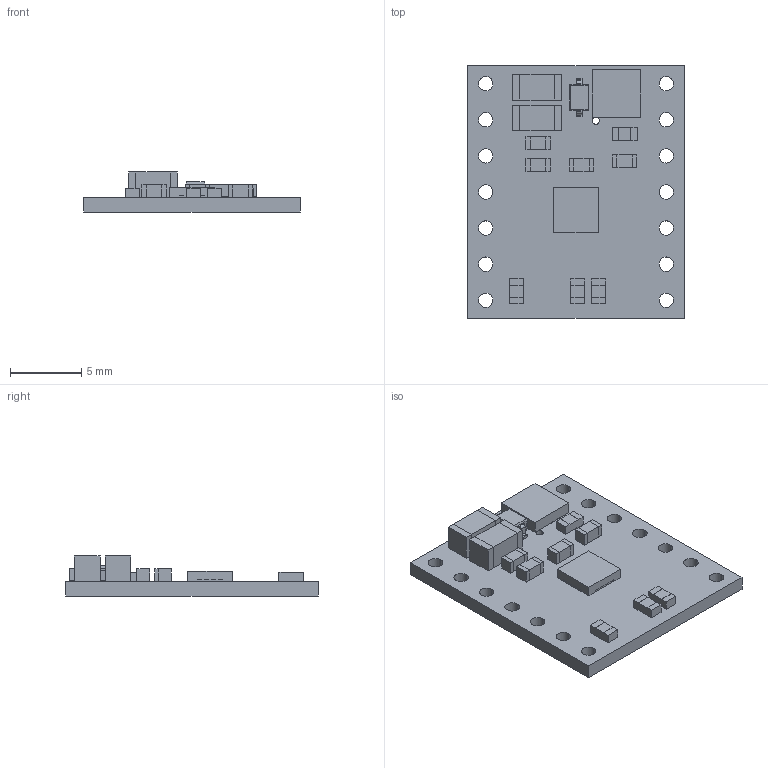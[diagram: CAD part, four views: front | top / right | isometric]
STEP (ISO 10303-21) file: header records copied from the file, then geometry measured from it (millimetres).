
FILE_DESCRIPTION (( 'STEP AP214' ), '1' );
FILE_NAME ('drv8876-qfn-single-brushed-dc-motor-driver-carrier.step', '2022-04-15T00:33:15', ( '' ), ( '' ), 'SwSTEP 2.0', 'SolidWorks 2021', '' );
FILE_SCHEMA (( 'AUTOMOTIVE_DESIGN' ));
Length unit declared in the file: millimetre
Products named in the file (1): drv8876-qfn-single-brushed-dc-motor-driver-carrier
Bounding box: 15.24 x 17.78 x 2.82 mm (x, y, z)
Volume: 314.8 mm3; surface area: 749 mm2
Topology: 1 solids, 1 shells, 703 faces, 1903 edges, 1250 vertices
Faces by surface type: plane 508, bspline 157, cylinder 38
Entity records: 35262 total; most frequent: CARTESIAN_POINT 10818, ORIENTED_EDGE 3806, DIRECTION 2723, EDGE_CURVE 1903, LINE 1477, VECTOR 1477, VERTEX_POINT 1250, EDGE_LOOP 791
